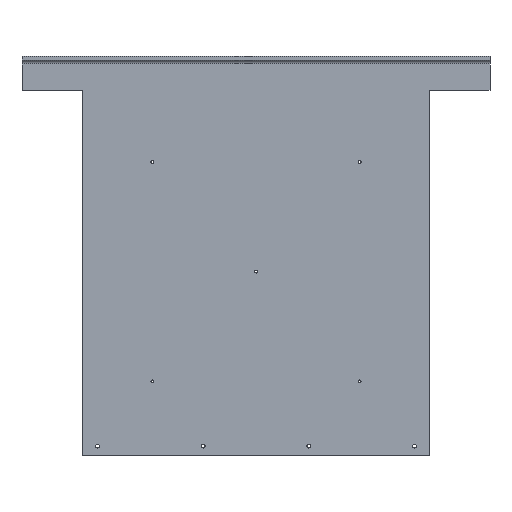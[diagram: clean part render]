
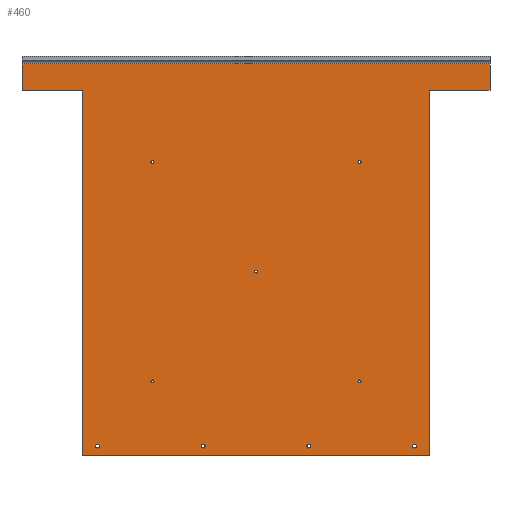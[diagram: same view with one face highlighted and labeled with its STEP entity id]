
A CAD part, front view. The second image highlights one B-rep face of the part: STEP entity #460.
In plain terms, the highlighted planar face has unit normal (0, -1, 0).
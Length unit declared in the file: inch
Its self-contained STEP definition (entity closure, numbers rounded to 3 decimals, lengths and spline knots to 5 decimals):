
#26=FACE_BOUND('',#103,.T.);
#27=FACE_BOUND('',#104,.T.);
#28=FACE_BOUND('',#105,.T.);
#29=FACE_BOUND('',#106,.T.);
#30=FACE_BOUND('',#107,.T.);
#31=FACE_BOUND('',#108,.T.);
#32=FACE_BOUND('',#109,.T.);
#33=FACE_BOUND('',#110,.T.);
#34=FACE_BOUND('',#111,.T.);
#53=CIRCLE('',#496,0.125);
#54=CIRCLE('',#497,0.125);
#55=CIRCLE('',#498,0.125);
#56=CIRCLE('',#499,0.125);
#57=CIRCLE('',#500,0.0955);
#58=CIRCLE('',#501,0.0955);
#59=CIRCLE('',#502,0.0955);
#60=CIRCLE('',#503,0.0955);
#61=CIRCLE('',#504,0.0955);
#75=FACE_OUTER_BOUND('',#102,.T.);
#102=EDGE_LOOP('',(#328,#329,#330,#331,#332,#333,#334,#335));
#103=EDGE_LOOP('',(#336));
#104=EDGE_LOOP('',(#337));
#105=EDGE_LOOP('',(#338));
#106=EDGE_LOOP('',(#339));
#107=EDGE_LOOP('',(#340));
#108=EDGE_LOOP('',(#341));
#109=EDGE_LOOP('',(#342));
#110=EDGE_LOOP('',(#343));
#111=EDGE_LOOP('',(#344));
#156=LINE('',#684,#192);
#157=LINE('',#686,#193);
#158=LINE('',#688,#194);
#159=LINE('',#690,#195);
#160=LINE('',#692,#196);
#161=LINE('',#694,#197);
#162=LINE('',#696,#198);
#163=LINE('',#697,#199);
#192=VECTOR('',#548,24.188);
#193=VECTOR('',#549,23.);
#194=VECTOR('',#550,24.188);
#195=VECTOR('',#551,4.);
#196=VECTOR('',#552,1.75);
#197=VECTOR('',#553,31.);
#198=VECTOR('',#554,1.75);
#199=VECTOR('',#555,4.);
#228=VERTEX_POINT('',#682);
#229=VERTEX_POINT('',#683);
#230=VERTEX_POINT('',#685);
#231=VERTEX_POINT('',#687);
#232=VERTEX_POINT('',#689);
#233=VERTEX_POINT('',#691);
#234=VERTEX_POINT('',#693);
#235=VERTEX_POINT('',#695);
#236=VERTEX_POINT('',#698);
#237=VERTEX_POINT('',#700);
#238=VERTEX_POINT('',#702);
#239=VERTEX_POINT('',#704);
#240=VERTEX_POINT('',#706);
#241=VERTEX_POINT('',#708);
#242=VERTEX_POINT('',#710);
#243=VERTEX_POINT('',#712);
#244=VERTEX_POINT('',#714);
#270=EDGE_CURVE('',#228,#229,#156,.T.);
#271=EDGE_CURVE('',#229,#230,#157,.T.);
#272=EDGE_CURVE('',#230,#231,#158,.T.);
#273=EDGE_CURVE('',#231,#232,#159,.T.);
#274=EDGE_CURVE('',#232,#233,#160,.T.);
#275=EDGE_CURVE('',#233,#234,#161,.T.);
#276=EDGE_CURVE('',#234,#235,#162,.T.);
#277=EDGE_CURVE('',#235,#228,#163,.T.);
#278=EDGE_CURVE('',#236,#236,#53,.T.);
#279=EDGE_CURVE('',#237,#237,#54,.T.);
#280=EDGE_CURVE('',#238,#238,#55,.T.);
#281=EDGE_CURVE('',#239,#239,#56,.T.);
#282=EDGE_CURVE('',#240,#240,#57,.T.);
#283=EDGE_CURVE('',#241,#241,#58,.T.);
#284=EDGE_CURVE('',#242,#242,#59,.T.);
#285=EDGE_CURVE('',#243,#243,#60,.T.);
#286=EDGE_CURVE('',#244,#244,#61,.T.);
#328=ORIENTED_EDGE('',*,*,#270,.T.);
#329=ORIENTED_EDGE('',*,*,#271,.T.);
#330=ORIENTED_EDGE('',*,*,#272,.T.);
#331=ORIENTED_EDGE('',*,*,#273,.T.);
#332=ORIENTED_EDGE('',*,*,#274,.T.);
#333=ORIENTED_EDGE('',*,*,#275,.T.);
#334=ORIENTED_EDGE('',*,*,#276,.T.);
#335=ORIENTED_EDGE('',*,*,#277,.T.);
#336=ORIENTED_EDGE('',*,*,#278,.F.);
#337=ORIENTED_EDGE('',*,*,#279,.F.);
#338=ORIENTED_EDGE('',*,*,#280,.F.);
#339=ORIENTED_EDGE('',*,*,#281,.F.);
#340=ORIENTED_EDGE('',*,*,#282,.F.);
#341=ORIENTED_EDGE('',*,*,#283,.F.);
#342=ORIENTED_EDGE('',*,*,#284,.F.);
#343=ORIENTED_EDGE('',*,*,#285,.F.);
#344=ORIENTED_EDGE('',*,*,#286,.F.);
#444=PLANE('',#495);
#460=ADVANCED_FACE('',(#75,#26,#27,#28,#29,#30,#31,#32,#33,#34),#444,.F.);
#495=AXIS2_PLACEMENT_3D('',#681,#546,#547);
#496=AXIS2_PLACEMENT_3D('',#699,#556,#557);
#497=AXIS2_PLACEMENT_3D('',#701,#558,#559);
#498=AXIS2_PLACEMENT_3D('',#703,#560,#561);
#499=AXIS2_PLACEMENT_3D('',#705,#562,#563);
#500=AXIS2_PLACEMENT_3D('',#707,#564,#565);
#501=AXIS2_PLACEMENT_3D('',#709,#566,#567);
#502=AXIS2_PLACEMENT_3D('',#711,#568,#569);
#503=AXIS2_PLACEMENT_3D('',#713,#570,#571);
#504=AXIS2_PLACEMENT_3D('',#715,#572,#573);
#546=DIRECTION('center_axis',(0.,1.,0.));
#547=DIRECTION('ref_axis',(1.,0.,0.));
#548=DIRECTION('',(0.,0.,-1.));
#549=DIRECTION('',(1.,0.,0.));
#550=DIRECTION('',(0.,0.,1.));
#551=DIRECTION('',(1.,0.,0.));
#552=DIRECTION('',(0.,0.,1.));
#553=DIRECTION('',(-1.,0.,0.));
#554=DIRECTION('',(0.,0.,-1.));
#555=DIRECTION('',(1.,0.,0.));
#556=DIRECTION('center_axis',(0.,-1.,0.));
#557=DIRECTION('ref_axis',(1.,0.,0.));
#558=DIRECTION('center_axis',(0.,-1.,0.));
#559=DIRECTION('ref_axis',(1.,0.,0.));
#560=DIRECTION('center_axis',(0.,-1.,0.));
#561=DIRECTION('ref_axis',(1.,0.,0.));
#562=DIRECTION('center_axis',(0.,-1.,0.));
#563=DIRECTION('ref_axis',(1.,0.,0.));
#564=DIRECTION('center_axis',(0.,-1.,0.));
#565=DIRECTION('ref_axis',(0.,0.,-1.));
#566=DIRECTION('center_axis',(0.,-1.,0.));
#567=DIRECTION('ref_axis',(0.,0.,-1.));
#568=DIRECTION('center_axis',(0.,-1.,0.));
#569=DIRECTION('ref_axis',(0.,0.,-1.));
#570=DIRECTION('center_axis',(0.,-1.,0.));
#571=DIRECTION('ref_axis',(0.,0.,-1.));
#572=DIRECTION('center_axis',(0.,-1.,0.));
#573=DIRECTION('ref_axis',(0.,0.,-1.));
#681=CARTESIAN_POINT('Origin',(0.,0.,0.));
#682=CARTESIAN_POINT('',(-11.5,0.,24.188));
#683=CARTESIAN_POINT('',(-11.5,0.,0.));
#684=CARTESIAN_POINT('',(-11.5,0.,24.188));
#685=CARTESIAN_POINT('',(11.5,0.,0.));
#686=CARTESIAN_POINT('',(-11.5,0.,0.));
#687=CARTESIAN_POINT('',(11.5,0.,24.188));
#688=CARTESIAN_POINT('',(11.5,0.,0.));
#689=CARTESIAN_POINT('',(15.5,0.,24.188));
#690=CARTESIAN_POINT('',(11.5,0.,24.188));
#691=CARTESIAN_POINT('',(15.5,0.,25.938));
#692=CARTESIAN_POINT('',(15.5,0.,24.188));
#693=CARTESIAN_POINT('',(-15.5,0.,25.938));
#694=CARTESIAN_POINT('',(15.5,0.,25.938));
#695=CARTESIAN_POINT('',(-15.5,0.,24.188));
#696=CARTESIAN_POINT('',(-15.5,0.,25.938));
#697=CARTESIAN_POINT('',(-15.5,0.,24.188));
#698=CARTESIAN_POINT('',(-10.375,0.,0.625));
#699=CARTESIAN_POINT('Origin',(-10.5,0.,0.625));
#700=CARTESIAN_POINT('',(-3.375,0.,0.625));
#701=CARTESIAN_POINT('Origin',(-3.5,0.,0.625));
#702=CARTESIAN_POINT('',(3.625,0.,0.625));
#703=CARTESIAN_POINT('Origin',(3.5,0.,0.625));
#704=CARTESIAN_POINT('',(10.625,0.,0.625));
#705=CARTESIAN_POINT('Origin',(10.5,0.,0.625));
#706=CARTESIAN_POINT('',(0.,0.,12.0925));
#707=CARTESIAN_POINT('Origin',(0.,0.,12.188));
#708=CARTESIAN_POINT('',(-6.8628,0.,4.81913));
#709=CARTESIAN_POINT('Origin',(-6.8628,0.,4.91463));
#710=CARTESIAN_POINT('',(6.8628,0.,19.36587));
#711=CARTESIAN_POINT('Origin',(6.8628,0.,19.46137));
#712=CARTESIAN_POINT('',(6.8628,0.,4.81913));
#713=CARTESIAN_POINT('Origin',(6.8628,0.,4.91463));
#714=CARTESIAN_POINT('',(-6.8628,0.,19.36587));
#715=CARTESIAN_POINT('Origin',(-6.8628,0.,19.46137));
